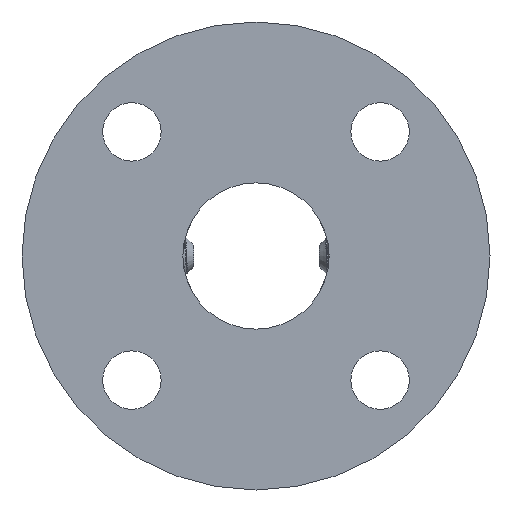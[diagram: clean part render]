
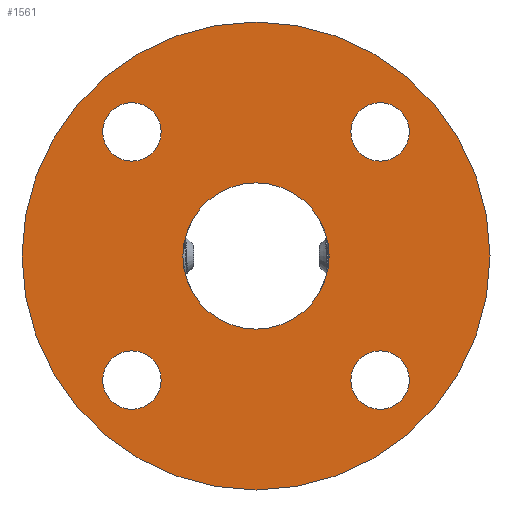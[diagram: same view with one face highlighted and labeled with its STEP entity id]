
A CAD part, front view. The second image highlights one B-rep face of the part: STEP entity #1561.
In plain terms, the highlighted planar face has unit normal (0, -1, 0).
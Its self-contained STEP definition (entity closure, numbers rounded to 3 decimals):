
#47=FACE_BOUND('',#373,.T.);
#48=FACE_BOUND('',#374,.T.);
#49=FACE_BOUND('',#375,.T.);
#50=FACE_BOUND('',#376,.T.);
#51=FACE_BOUND('',#377,.T.);
#68=PLANE('',#1693);
#276=FACE_OUTER_BOUND('',#372,.T.);
#372=EDGE_LOOP('',(#1418));
#373=EDGE_LOOP('',(#1419));
#374=EDGE_LOOP('',(#1420));
#375=EDGE_LOOP('',(#1421));
#376=EDGE_LOOP('',(#1422));
#377=EDGE_LOOP('',(#1423));
#400=CIRCLE('',#1667,5.);
#402=CIRCLE('',#1675,2.);
#404=CIRCLE('',#1678,2.);
#406=CIRCLE('',#1681,2.);
#408=CIRCLE('',#1684,2.);
#410=CIRCLE('',#1687,16.);
#705=VERTEX_POINT('',#5935);
#711=VERTEX_POINT('',#6747);
#713=VERTEX_POINT('',#6753);
#715=VERTEX_POINT('',#6759);
#717=VERTEX_POINT('',#6765);
#719=VERTEX_POINT('',#6771);
#921=EDGE_CURVE('',#705,#705,#400,.T.);
#939=EDGE_CURVE('',#711,#711,#402,.T.);
#942=EDGE_CURVE('',#713,#713,#404,.T.);
#945=EDGE_CURVE('',#715,#715,#406,.T.);
#948=EDGE_CURVE('',#717,#717,#408,.T.);
#951=EDGE_CURVE('',#719,#719,#410,.T.);
#1418=ORIENTED_EDGE('',*,*,#951,.F.);
#1419=ORIENTED_EDGE('',*,*,#939,.F.);
#1420=ORIENTED_EDGE('',*,*,#942,.F.);
#1421=ORIENTED_EDGE('',*,*,#945,.F.);
#1422=ORIENTED_EDGE('',*,*,#948,.F.);
#1423=ORIENTED_EDGE('',*,*,#921,.F.);
#1561=ADVANCED_FACE('',(#276,#47,#48,#49,#50,#51),#68,.F.);
#1667=AXIS2_PLACEMENT_3D('',#5937,#1940,#1941);
#1675=AXIS2_PLACEMENT_3D('',#6749,#1957,#1958);
#1678=AXIS2_PLACEMENT_3D('',#6755,#1964,#1965);
#1681=AXIS2_PLACEMENT_3D('',#6761,#1971,#1972);
#1684=AXIS2_PLACEMENT_3D('',#6767,#1978,#1979);
#1687=AXIS2_PLACEMENT_3D('',#6773,#1985,#1986);
#1693=AXIS2_PLACEMENT_3D('',#6783,#1999,#2000);
#1940=DIRECTION('center_axis',(0.,-1.,0.));
#1941=DIRECTION('ref_axis',(1.,0.,0.));
#1957=DIRECTION('center_axis',(0.,-1.,0.));
#1958=DIRECTION('ref_axis',(1.,0.,0.));
#1964=DIRECTION('center_axis',(0.,-1.,0.));
#1965=DIRECTION('ref_axis',(1.,0.,0.));
#1971=DIRECTION('center_axis',(0.,-1.,0.));
#1972=DIRECTION('ref_axis',(1.,0.,0.));
#1978=DIRECTION('center_axis',(0.,-1.,0.));
#1979=DIRECTION('ref_axis',(1.,0.,0.));
#1985=DIRECTION('center_axis',(0.,1.,0.));
#1986=DIRECTION('ref_axis',(1.,0.,0.));
#1999=DIRECTION('center_axis',(0.,1.,0.));
#2000=DIRECTION('ref_axis',(1.,0.,0.));
#5935=CARTESIAN_POINT('',(-5.,0.,0.));
#5937=CARTESIAN_POINT('Origin',(0.,0.,0.));
#6747=CARTESIAN_POINT('',(6.485,0.,-8.485));
#6749=CARTESIAN_POINT('Origin',(8.485,0.,
-8.485));
#6753=CARTESIAN_POINT('',(-10.485,0.,8.485));
#6755=CARTESIAN_POINT('Origin',(-8.485,0.,
8.485));
#6759=CARTESIAN_POINT('',(6.485,0.,8.485));
#6761=CARTESIAN_POINT('Origin',(8.485,0.,8.485));
#6765=CARTESIAN_POINT('',(-10.485,0.,-8.485));
#6767=CARTESIAN_POINT('Origin',(-8.485,0.,
-8.485));
#6771=CARTESIAN_POINT('',(-16.,0.,0.));
#6773=CARTESIAN_POINT('Origin',(0.,0.,0.));
#6783=CARTESIAN_POINT('Origin',(0.,0.,0.));
